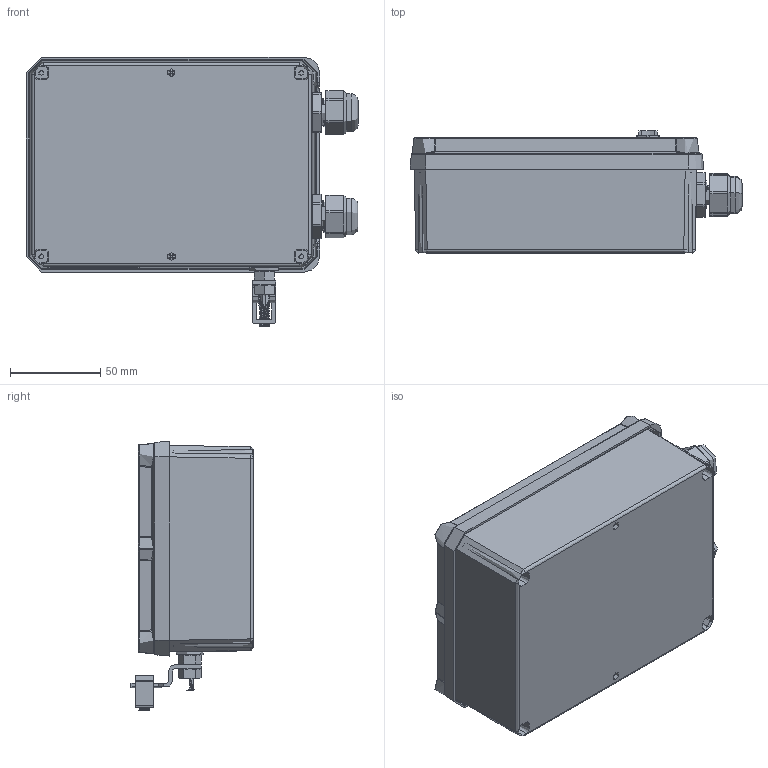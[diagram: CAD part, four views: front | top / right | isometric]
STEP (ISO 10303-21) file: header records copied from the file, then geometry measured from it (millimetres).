
FILE_DESCRIPTION (( 'STEP AP214' ), '1' );
FILE_NAME ('1101-656-E.STEP', '2019-01-24T20:19:47', ( '' ), ( '' ), 'SwSTEP 2.0', 'SolidWorks 2018', '' );
FILE_SCHEMA (( 'AUTOMOTIVE_DESIGN' ));
Length unit declared in the file: inch
Products named in the file (49): 2002-143-1; 2100-012; body^2500-154; 2101-021; Part2^2105-128; set screw^2105-128; 2103-028; 2003-1842; compression nut^2500-154; Gasket 2021-223; 2102-306; 2021-223; 2003-1860; 2500-154; 2102-240; nut^2500-154; 2105-128_Drawing; 1101-656-E; Part1^2105-128; set screw^2105-128_94355A608; 2002-143-1_E226
Assembly tree (44 placements, depth 3):
  2002-143-1
  Part2^2105-128
  set screw^2105-128
  2103-028
  2003-1842
Bounding box: 183.78 x 67.59 x 149.32 mm (x, y, z)
Volume: 226130.7 mm3; surface area: 214693.6 mm2
Topology: 26 solids, 26 shells, 3538 faces, 9418 edges, 6134 vertices
Faces by surface type: plane 1589, cylinder 827, bspline 789, cone 243, torus 80, sphere 10
Entity records: 161912 total; most frequent: CARTESIAN_POINT 82072, ORIENTED_EDGE 15190, DIRECTION 10542, EDGE_CURVE 7595, VERTEX_POINT 4922, LINE 4362, VECTOR 4362, EDGE_LOOP 3109
